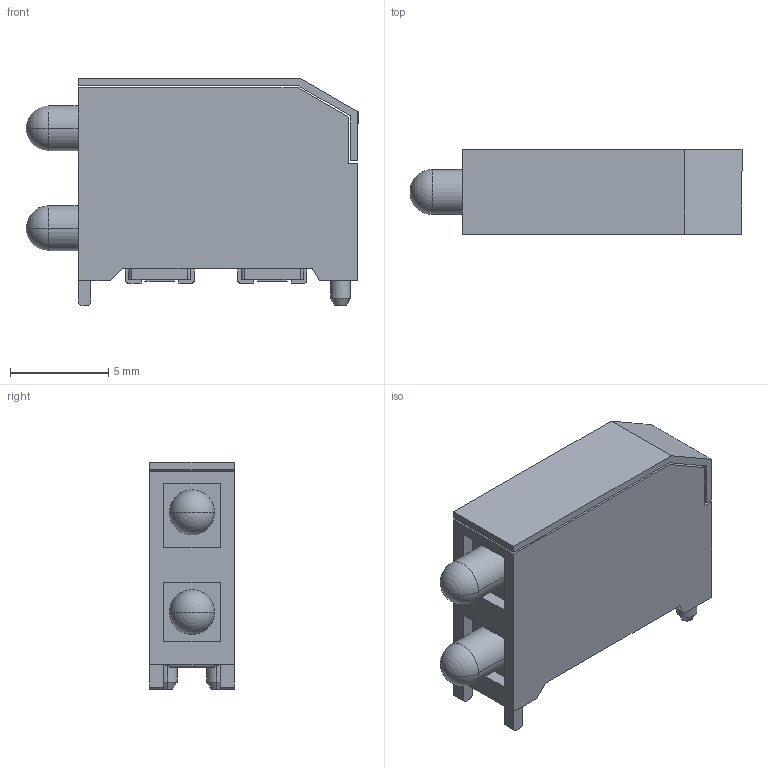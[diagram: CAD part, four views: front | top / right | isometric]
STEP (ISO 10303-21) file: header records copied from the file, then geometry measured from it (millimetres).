
FILE_DESCRIPTION((''),'2;1');
FILE_NAME('LED_DIALIGHT_592-1414-3xxF.stp','2013-07-18T11:10:32',(''),(''),'Mechanical Desktop 2011','Mechanical Desktop 2011',', , ');
FILE_SCHEMA(('AUTOMOTIVE_DESIGN { 1 2 10303 214 1 1 1 1 }'));
Length unit declared in the file: millimetre
Products named in the file (1): Product
Bounding box: 16.89 x 4.32 x 11.56 mm (x, y, z)
Volume: 620.9 mm3; surface area: 822.5 mm2
Topology: 16 solids, 16 shells, 143 faces, 325 edges, 212 vertices
Faces by surface type: plane 104, cylinder 24, bspline 7, sphere 4, cone 4
Entity records: 4002 total; most frequent: CARTESIAN_POINT 698, DIRECTION 651, ORIENTED_EDGE 642, EDGE_CURVE 321, VECTOR 265, LINE 265, VERTEX_POINT 212, AXIS2_PLACEMENT_3D 193
